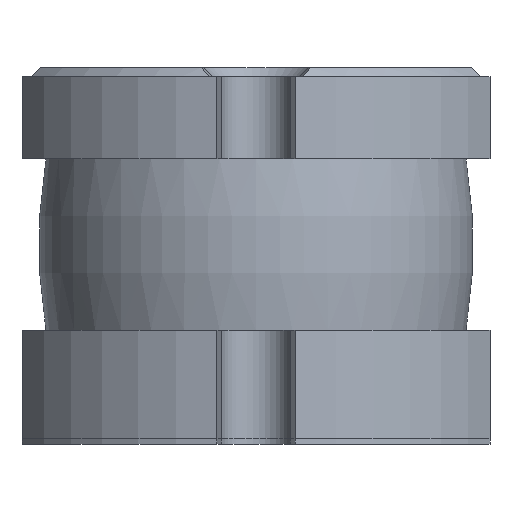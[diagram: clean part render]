
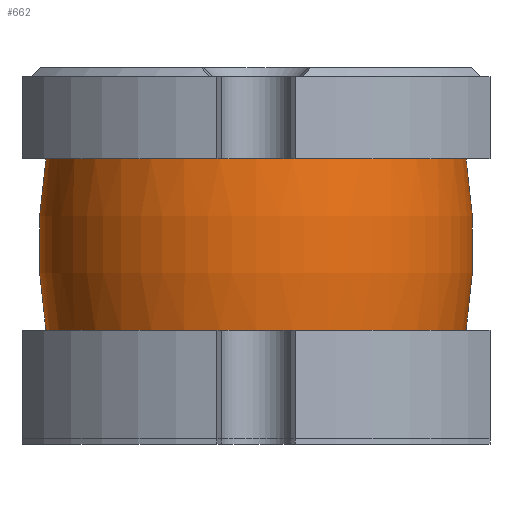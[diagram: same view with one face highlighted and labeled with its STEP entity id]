
A CAD part, left-side view. The second image highlights one B-rep face of the part: STEP entity #662.
In plain terms, the highlighted toroidal (fillet/blend) face has major radius 2.698 mm and minor radius 4.6 mm.
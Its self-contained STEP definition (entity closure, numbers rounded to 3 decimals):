
#662=ADVANCED_FACE('',(#1200,#1202),#1204,.F.);
#1200=FACE_OUTER_BOUND('',#1201,.T.);
#1201=EDGE_LOOP('',(#1550));
#1202=FACE_OUTER_BOUND('',#1203,.T.);
#1203=EDGE_LOOP('',(#1551));
#1204=DEGENERATE_TOROIDAL_SURFACE('',#1205,2.698,4.6,.F.);
#1205=AXIS2_PLACEMENT_3D('',#1206,#1207,#1208);
#1206=CARTESIAN_POINT('',(0.,0.,1.75));
#1207=DIRECTION('',(0.,0.,1.));
#1208=DIRECTION('',(1.,0.,0.));
#1550=ORIENTED_EDGE('',*,*,#1726,.F.);
#1551=ORIENTED_EDGE('',*,*,#1727,.T.);
#1726=EDGE_CURVE('',#2016,#2016,#2017,.T.);
#1727=EDGE_CURVE('',#2018,#2018,#2019,.T.);
#2016=VERTEX_POINT('',#2912);
#2017=CIRCLE('',#2913,1.84);
#2018=VERTEX_POINT('',#2917);
#2019=CIRCLE('',#2918,1.84);
#2912=CARTESIAN_POINT('',(1.84,0.,2.5));
#2913=AXIS2_PLACEMENT_3D('',#2914,#2915,#2916);
#2914=CARTESIAN_POINT('',(0.,0.,2.5));
#2915=DIRECTION('',(0.,0.,1.));
#2916=DIRECTION('',(1.,0.,0.));
#2917=CARTESIAN_POINT('',(1.84,0.,1.));
#2918=AXIS2_PLACEMENT_3D('',#2919,#2920,#2921);
#2919=CARTESIAN_POINT('',(0.,0.,1.));
#2920=DIRECTION('',(0.,0.,1.));
#2921=DIRECTION('',(1.,0.,0.));
